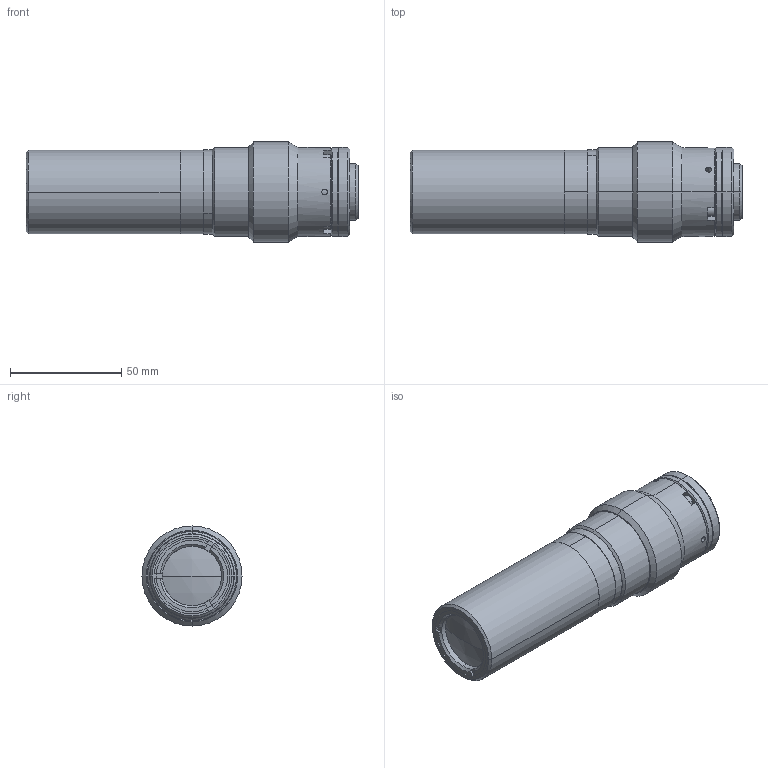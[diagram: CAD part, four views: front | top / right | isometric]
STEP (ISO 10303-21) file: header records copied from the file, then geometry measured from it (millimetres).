
FILE_DESCRIPTION (( 'STEP AP214' ), '1' );
FILE_NAME ('TC2M016HR-C.STEP', '2014-05-27T11:16:34', ( 'piermario' ), ( '' ), 'SwSTEP 2.0', 'SolidWorks 2013', '' );
FILE_SCHEMA (( 'AUTOMOTIVE_DESIGN' ));
Length unit declared in the file: millimetre
Products named in the file (1): TC2M016HR-C
Bounding box: 149.21 x 45 x 45 mm (x, y, z)
Surface area: 28407.2 mm2 (no closed solid volume)
Topology: 0 solids, 14 shells, 109 faces, 299 edges, 203 vertices
Faces by surface type: cylinder 42, plane 35, cone 24, torus 6, sphere 2
Entity records: 4939 total; most frequent: CARTESIAN_POINT 888, DIRECTION 656, ORIENTED_EDGE 492, EDGE_CURVE 299, AXIS2_PLACEMENT_3D 277, VERTEX_POINT 203, CIRCLE 167, EDGE_LOOP 133
